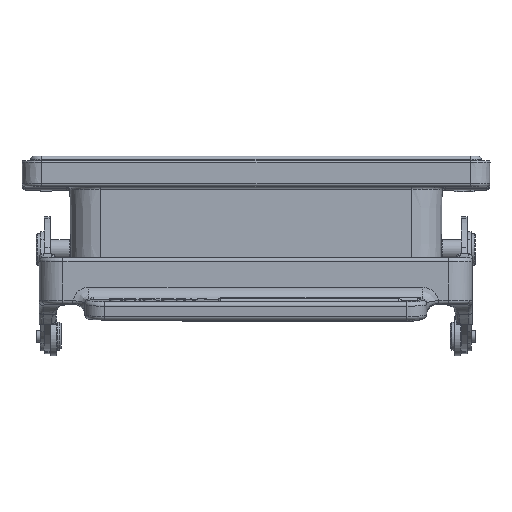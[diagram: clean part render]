
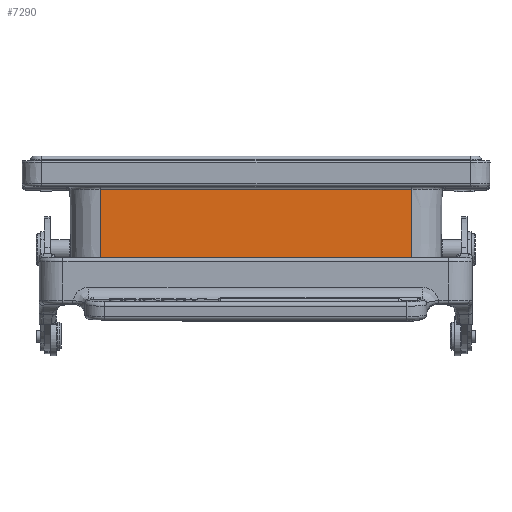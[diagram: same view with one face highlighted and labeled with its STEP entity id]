
A CAD part, top view. The second image highlights one B-rep face of the part: STEP entity #7290.
In plain terms, the highlighted planar face has unit normal (0, -0.009, 1).
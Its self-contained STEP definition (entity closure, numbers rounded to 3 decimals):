
#6228=FACE_OUTER_BOUND('',#10199,.T.);
#7290=ADVANCED_FACE('',(#6228),#7798,.T.);
#7798=PLANE('',#24616);
#10199=EDGE_LOOP('',(#15293,#15294,#15295,#15296));
#15293=ORIENTED_EDGE('',*,*,#19792,.T.);
#15294=ORIENTED_EDGE('',*,*,#19789,.T.);
#15295=ORIENTED_EDGE('',*,*,#19827,.T.);
#15296=ORIENTED_EDGE('',*,*,#19828,.T.);
#17205=VERTEX_POINT('',#38120);
#17206=VERTEX_POINT('',#38129);
#17208=VERTEX_POINT('',#38142);
#17227=VERTEX_POINT('',#38208);
#19789=EDGE_CURVE('',#17206,#17205,#21245,.T.);
#19792=EDGE_CURVE('',#17208,#17206,#21246,.T.);
#19827=EDGE_CURVE('',#17205,#17227,#21265,.T.);
#19828=EDGE_CURVE('',#17227,#17208,#21266,.T.);
#21245=LINE('',#38130,#22666);
#21246=LINE('',#38141,#22667);
#21265=LINE('',#38211,#22686);
#21266=LINE('',#38213,#22687);
#22666=VECTOR('',#29792,1.);
#22667=VECTOR('',#29799,1.);
#22686=VECTOR('',#29880,1.);
#22687=VECTOR('',#29883,1.);
#24616=AXIS2_PLACEMENT_3D('',#38214,#29884,#29885);
#29792=DIRECTION('',(-1.,0.,0.));
#29799=DIRECTION('',(0.,1.,0.009));
#29880=DIRECTION('',(0.,-1.,-0.009));
#29883=DIRECTION('',(1.,0.,0.));
#29884=DIRECTION('',(0.,-0.009,1.));
#29885=DIRECTION('',(-1.,0.,0.));
#38120=CARTESIAN_POINT('',(-39.25,18.207,21.659));
#38129=CARTESIAN_POINT('',(39.25,18.207,21.659));
#38130=CARTESIAN_POINT('',(-49.316,18.207,21.659));
#38141=CARTESIAN_POINT('',(39.25,9.037,21.579));
#38142=CARTESIAN_POINT('',(39.25,0.,21.5));
#38208=CARTESIAN_POINT('',(-39.25,0.,21.5));
#38211=CARTESIAN_POINT('',(-39.25,9.037,21.579));
#38213=CARTESIAN_POINT('',(-39.25,0.,21.5));
#38214=CARTESIAN_POINT('',(-49.316,0.,21.5));
